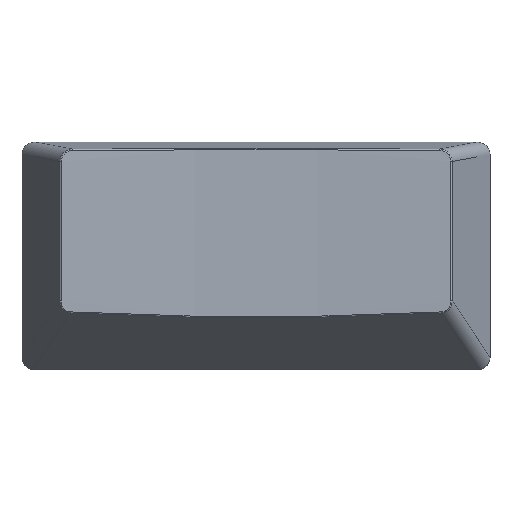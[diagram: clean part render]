
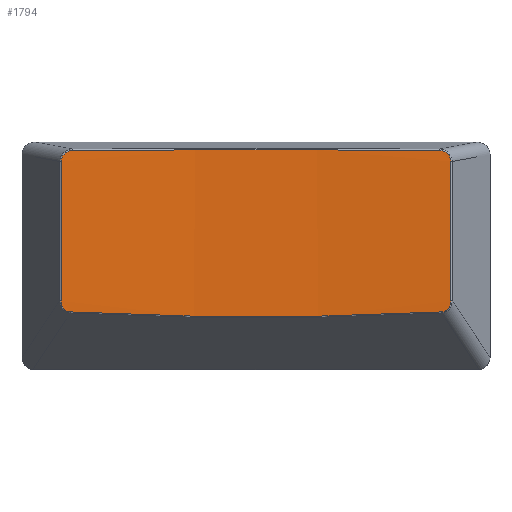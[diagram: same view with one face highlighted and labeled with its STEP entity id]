
A CAD part, top view. The second image highlights one B-rep face of the part: STEP entity #1794.
In plain terms, the highlighted cylindrical face has radius 200.353 mm (diameter 400.707 mm), a partial arc.
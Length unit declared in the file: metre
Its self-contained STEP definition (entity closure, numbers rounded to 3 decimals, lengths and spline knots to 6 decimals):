
#95=ELLIPSE('',#1943,0.201119,0.200353);
#96=ELLIPSE('',#1944,0.244626,0.200353);
#200=LINE('',#2810,#388);
#201=LINE('',#2826,#389);
#388=VECTOR('',#2193,1.);
#389=VECTOR('',#2196,1.);
#624=ORIENTED_EDGE('',*,*,#1170,.T.);
#625=ORIENTED_EDGE('',*,*,#1171,.T.);
#626=ORIENTED_EDGE('',*,*,#1172,.T.);
#627=ORIENTED_EDGE('',*,*,#1173,.T.);
#628=ORIENTED_EDGE('',*,*,#1174,.T.);
#629=ORIENTED_EDGE('',*,*,#1175,.T.);
#630=ORIENTED_EDGE('',*,*,#1176,.T.);
#631=ORIENTED_EDGE('',*,*,#1177,.T.);
#1170=EDGE_CURVE('',#1442,#1443,#1541,.T.);
#1171=EDGE_CURVE('',#1443,#1444,#95,.T.);
#1172=EDGE_CURVE('',#1444,#1445,#1542,.T.);
#1173=EDGE_CURVE('',#1445,#1446,#200,.F.);
#1174=EDGE_CURVE('',#1446,#1447,#1543,.T.);
#1175=EDGE_CURVE('',#1447,#1448,#96,.T.);
#1176=EDGE_CURVE('',#1448,#1449,#1544,.T.);
#1177=EDGE_CURVE('',#1449,#1442,#201,.T.);
#1442=VERTEX_POINT('',#2800);
#1443=VERTEX_POINT('',#2801);
#1444=VERTEX_POINT('',#2803);
#1445=VERTEX_POINT('',#2809);
#1446=VERTEX_POINT('',#2811);
#1447=VERTEX_POINT('',#2817);
#1448=VERTEX_POINT('',#2819);
#1449=VERTEX_POINT('',#2825);
#1541=B_SPLINE_CURVE_WITH_KNOTS('',3,(#2795,#2796,#2797,#2798,#2799),
 .UNSPECIFIED.,.F.,.F.,(4,1,4),(0.,0.000705,0.001409),
 .UNSPECIFIED.);
#1542=B_SPLINE_CURVE_WITH_KNOTS('',3,(#2804,#2805,#2806,#2807,#2808),
 .UNSPECIFIED.,.F.,.F.,(4,1,4),(0.,0.000705,0.001409),
 .UNSPECIFIED.);
#1543=B_SPLINE_CURVE_WITH_KNOTS('',3,(#2812,#2813,#2814,#2815,#2816),
 .UNSPECIFIED.,.F.,.F.,(4,1,4),(0.,0.000626,0.001252),
 .UNSPECIFIED.);
#1544=B_SPLINE_CURVE_WITH_KNOTS('',3,(#2820,#2821,#2822,#2823,#2824),
 .UNSPECIFIED.,.F.,.F.,(4,1,4),(0.,0.000627,0.001253),
 .UNSPECIFIED.);
#1563=EDGE_LOOP('',(#624,#625,#626,#627,#628,#629,#630,#631));
#1669=FACE_BOUND('',#1563,.T.);
#1766=CYLINDRICAL_SURFACE('',#1942,0.200353);
#1794=ADVANCED_FACE('',(#1669),#1766,.F.);
#1942=AXIS2_PLACEMENT_3D('',#2794,#2189,#2190);
#1943=AXIS2_PLACEMENT_3D('',#2802,#2191,#2192);
#1944=AXIS2_PLACEMENT_3D('',#2818,#2194,#2195);
#2189=DIRECTION('',(0.,1.,0.));
#2190=DIRECTION('',(0.,0.,1.));
#2191=DIRECTION('',(0.,0.996,0.087));
#2192=DIRECTION('',(0.,0.087,-0.996));
#2193=DIRECTION('',(0.,1.,0.));
#2194=DIRECTION('',(0.,-0.819,0.574));
#2195=DIRECTION('',(0.,0.574,0.819));
#2196=DIRECTION('',(0.,1.,0.));
#2794=CARTESIAN_POINT('',(0.,-0.009,0.207253));
#2795=CARTESIAN_POINT('',(0.015425,0.00747,0.007495));
#2796=CARTESIAN_POINT('',(0.015425,0.007708,0.007495));
#2797=CARTESIAN_POINT('',(0.015211,0.008171,0.007478));
#2798=CARTESIAN_POINT('',(0.014738,0.008345,0.007443));
#2799=CARTESIAN_POINT('',(0.014501,0.008346,0.007425));
#2800=CARTESIAN_POINT('',(0.015425,0.00747,0.007495));
#2801=CARTESIAN_POINT('',(0.014501,0.008346,0.007425));
#2802=CARTESIAN_POINT('',(0.,-0.009145,0.207253));
#2803=CARTESIAN_POINT('',(-0.014501,0.008346,0.007425));
#2804=CARTESIAN_POINT('',(-0.014501,0.008346,0.007425));
#2805=CARTESIAN_POINT('',(-0.014739,0.008345,0.007443));
#2806=CARTESIAN_POINT('',(-0.01521,0.008171,0.007478));
#2807=CARTESIAN_POINT('',(-0.015425,0.007709,0.007495));
#2808=CARTESIAN_POINT('',(-0.015425,0.00747,0.007495));
#2809=CARTESIAN_POINT('',(-0.015425,0.00747,0.007495));
#2810=CARTESIAN_POINT('',(-0.015425,-0.009,0.007495));
#2811=CARTESIAN_POINT('',(-0.015425,-0.003568,0.007495));
#2812=CARTESIAN_POINT('',(-0.015425,-0.003568,0.007495));
#2813=CARTESIAN_POINT('',(-0.015425,-0.003779,0.007495));
#2814=CARTESIAN_POINT('',(-0.015311,-0.004211,0.007486));
#2815=CARTESIAN_POINT('',(-0.01491,-0.004428,0.007455));
#2816=CARTESIAN_POINT('',(-0.014699,-0.004438,0.00744));
#2817=CARTESIAN_POINT('',(-0.014699,-0.004438,0.00744));
#2818=CARTESIAN_POINT('',(0.,0.135542,0.207253));
#2819=CARTESIAN_POINT('',(0.014699,-0.004438,0.00744));
#2820=CARTESIAN_POINT('',(0.014699,-0.004438,0.00744));
#2821=CARTESIAN_POINT('',(0.014909,-0.004428,0.007455));
#2822=CARTESIAN_POINT('',(0.01531,-0.004212,0.007486));
#2823=CARTESIAN_POINT('',(0.015425,-0.003779,0.007495));
#2824=CARTESIAN_POINT('',(0.015425,-0.003568,0.007495));
#2825=CARTESIAN_POINT('',(0.015425,-0.003568,0.007495));
#2826=CARTESIAN_POINT('',(0.015425,-0.009,0.007495));
